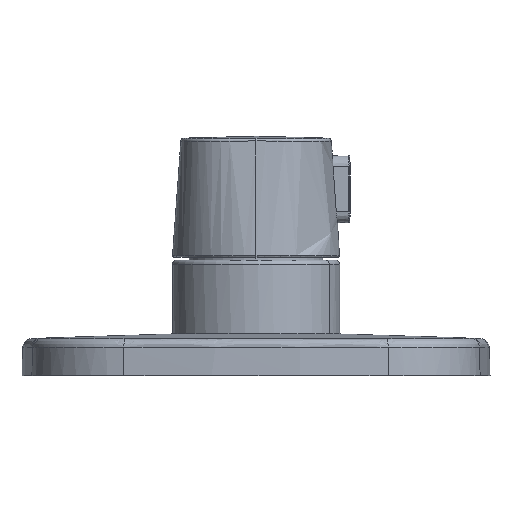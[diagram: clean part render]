
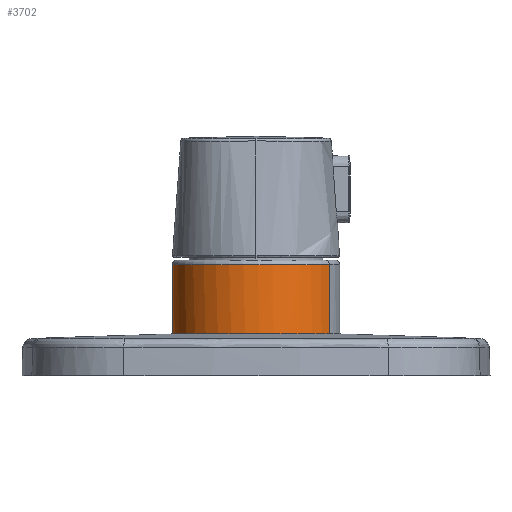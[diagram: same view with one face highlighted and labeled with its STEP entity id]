
A CAD part, left-side view. The second image highlights one B-rep face of the part: STEP entity #3702.
In plain terms, the highlighted cylindrical face has radius 27.55 mm (diameter 55.1 mm), a partial arc.
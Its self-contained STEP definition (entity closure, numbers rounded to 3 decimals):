
#49 = B_SPLINE_CURVE_WITH_KNOTS ( 'NONE', 3,
 ( #3298, #2169, #4932, #567, #948, #1708, #1870, #2540, #4456, #3346, #2245, #2154, #926, #1473, #614, #3720, #3035, #1817, #1007, #132, #2137, #3663, #249, #2553, #2985, #1776, #1380, #1750, #2565, #2884, #4893, #1348, #4159, #1335, #2634, #1654, #4475, #3699, #4053, #1316, #2854, #1453, #4216, #4876, #2465, #976, #192, #4942, #3747, #148, #1793, #3765, #501, #3253, #3645, #2068, #1393, #1281, #4858, #4569, #4974 ),
 .UNSPECIFIED., .F., .F.,
 ( 4, 2, 2, 2, 2, 2, 2, 2, 2, 2, 2, 1, 2, 2, 2, 2, 2, 2, 2, 2, 2, 2, 2, 2, 2, 2, 2, 2, 2, 2, 4 ),
 ( 0., 0.005, 0.008, 0.011, 0.016, 0.017, 0.019, 0.022, 0.027, 0.028, 0.03, 0.032, 0.035, 0.036, 0.038, 0.043, 0.046, 0.047, 0.048, 0.054, 0.055, 0.057, 0.059, 0.065, 0.067, 0.07, 0.073, 0.075, 0.081, 0.083, 0.086 ),
 .UNSPECIFIED. ) ;
#132 = CARTESIAN_POINT ( 'NONE',  ( -27.546, -0.646, 76.235 ) ) ;
#148 = CARTESIAN_POINT ( 'NONE',  ( -3.353, 27.36, 76.196 ) ) ;
#192 = CARTESIAN_POINT ( 'NONE',  ( -6.89, 26.69, 76.2 ) ) ;
#249 = CARTESIAN_POINT ( 'NONE',  ( -27.435, 2.953, 76.235 ) ) ;
#259 = LINE ( 'NONE', #4590, #4350 ) ;
#501 = CARTESIAN_POINT ( 'NONE',  ( 1.141, 27.541, 76.195 ) ) ;
#564 = VERTEX_POINT ( 'NONE', #1882 ) ;
#567 = CARTESIAN_POINT ( 'NONE',  ( -18.357, -20.563, 76.226 ) ) ;
#582 = FACE_OUTER_BOUND ( 'NONE', #2142, .T. ) ;
#614 = CARTESIAN_POINT ( 'NONE',  ( -26.184, -8.614, 76.236 ) ) ;
#851 = ORIENTED_EDGE ( 'NONE', *, *, #3423, .T. ) ;
#926 = CARTESIAN_POINT ( 'NONE',  ( -25.379, -10.73, 76.237 ) ) ;
#948 = CARTESIAN_POINT ( 'NONE',  ( -19.018, -19.953, 76.227 ) ) ;
#976 = CARTESIAN_POINT ( 'NONE',  ( -9.508, 25.921, 76.204 ) ) ;
#1007 = CARTESIAN_POINT ( 'NONE',  ( -27.51, -1.552, 76.235 ) ) ;
#1277 = CARTESIAN_POINT ( 'NONE',  ( 0., 0., 73.2 ) ) ;
#1281 = CARTESIAN_POINT ( 'NONE',  ( 9.933, 25.713, 76.206 ) ) ;
#1307 = CYLINDRICAL_SURFACE ( 'NONE', #5073, 27.55 ) ;
#1316 = CARTESIAN_POINT ( 'NONE',  ( -16.582, 22.006, 76.222 ) ) ;
#1335 = CARTESIAN_POINT ( 'NONE',  ( -22.249, 16.253, 76.233 ) ) ;
#1348 = CARTESIAN_POINT ( 'NONE',  ( -23.282, 14.758, 76.234 ) ) ;
#1380 = CARTESIAN_POINT ( 'NONE',  ( -26.55, 7.369, 76.235 ) ) ;
#1393 = CARTESIAN_POINT ( 'NONE',  ( 9.082, 26.025, 76.204 ) ) ;
#1453 = CARTESIAN_POINT ( 'NONE',  ( -15.473, 22.799, 76.219 ) ) ;
#1473 = CARTESIAN_POINT ( 'NONE',  ( -25.888, -9.467, 76.237 ) ) ;
#1654 = CARTESIAN_POINT ( 'NONE',  ( -21.422, 17.329, 76.232 ) ) ;
#1672 = DIRECTION ( 'NONE',  ( 0., 0., -1. ) ) ;
#1708 = CARTESIAN_POINT ( 'NONE',  ( -20.286, -18.663, 76.23 ) ) ;
#1750 = CARTESIAN_POINT ( 'NONE',  ( -26.425, 7.807, 76.235 ) ) ;
#1776 = CARTESIAN_POINT ( 'NONE',  ( -26.778, 6.491, 76.235 ) ) ;
#1793 = CARTESIAN_POINT ( 'NONE',  ( -1.565, 27.52, 76.195 ) ) ;
#1817 = CARTESIAN_POINT ( 'NONE',  ( -27.481, -2.007, 76.235 ) ) ;
#1870 = CARTESIAN_POINT ( 'NONE',  ( -20.893, -17.98, 76.231 ) ) ;
#1882 = CARTESIAN_POINT ( 'NONE',  ( 13.208, 24.177, 99. ) ) ;
#1988 = VECTOR ( 'NONE', #4971, 1000. ) ;
#2068 = CARTESIAN_POINT ( 'NONE',  ( 6.506, 26.831, 76.199 ) ) ;
#2073 = DIRECTION ( 'NONE',  ( -1., 0., 0. ) ) ;
#2137 = CARTESIAN_POINT ( 'NONE',  ( -27.553, -0.193, 76.235 ) ) ;
#2142 = EDGE_LOOP ( 'NONE', ( #851, #2903, #4390, #4276 ) ) ;
#2154 = CARTESIAN_POINT ( 'NONE',  ( -25.198, -11.148, 76.237 ) ) ;
#2158 = CIRCLE ( 'NONE', #3136, 27.55 ) ;
#2169 = CARTESIAN_POINT ( 'NONE',  ( -14.806, -23.305, 76.217 ) ) ;
#2178 = CARTESIAN_POINT ( 'NONE',  ( 13.208, 24.177, 73.2 ) ) ;
#2245 = CARTESIAN_POINT ( 'NONE',  ( -24.818, -11.97, 76.236 ) ) ;
#2465 = CARTESIAN_POINT ( 'NONE',  ( -11.174, 25.246, 76.208 ) ) ;
#2540 = CARTESIAN_POINT ( 'NONE',  ( -22.592, -15.87, 76.234 ) ) ;
#2553 = CARTESIAN_POINT ( 'NONE',  ( -27.156, 4.728, 76.235 ) ) ;
#2565 = CARTESIAN_POINT ( 'NONE',  ( -25.747, 9.97, 76.235 ) ) ;
#2634 = CARTESIAN_POINT ( 'NONE',  ( -21.703, 16.976, 76.232 ) ) ;
#2854 = CARTESIAN_POINT ( 'NONE',  ( -15.848, 22.54, 76.22 ) ) ;
#2884 = CARTESIAN_POINT ( 'NONE',  ( -25.043, 11.622, 76.235 ) ) ;
#2903 = ORIENTED_EDGE ( 'NONE', *, *, #4110, .T. ) ;
#2985 = CARTESIAN_POINT ( 'NONE',  ( -26.881, 6.051, 76.235 ) ) ;
#3035 = CARTESIAN_POINT ( 'NONE',  ( -27.278, -4.263, 76.236 ) ) ;
#3136 = AXIS2_PLACEMENT_3D ( 'NONE', #3996, #4417, #2073 ) ;
#3253 = CARTESIAN_POINT ( 'NONE',  ( 2.054, 27.488, 76.195 ) ) ;
#3298 = CARTESIAN_POINT ( 'NONE',  ( -13.208, -24.177, 76.213 ) ) ;
#3346 = CARTESIAN_POINT ( 'NONE',  ( -24.619, -12.374, 76.236 ) ) ;
#3423 = EDGE_CURVE ( 'NONE', #4457, #564, #2158, .T. ) ;
#3438 = LINE ( 'NONE', #2178, #1988 ) ;
#3508 = EDGE_CURVE ( 'NONE', #4761, #4142, #49, .T. ) ;
#3641 = DIRECTION ( 'NONE',  ( -0.479, -0.878, 0. ) ) ;
#3645 = CARTESIAN_POINT ( 'NONE',  ( 4.749, 27.198, 76.197 ) ) ;
#3663 = CARTESIAN_POINT ( 'NONE',  ( -27.54, 1.159, 76.235 ) ) ;
#3699 = CARTESIAN_POINT ( 'NONE',  ( -18.697, 20.314, 76.227 ) ) ;
#3702 = ADVANCED_FACE ( 'NONE', ( #582 ), #1307, .T. ) ;
#3720 = CARTESIAN_POINT ( 'NONE',  ( -26.943, -6.027, 76.236 ) ) ;
#3747 = CARTESIAN_POINT ( 'NONE',  ( -4.242, 27.236, 76.197 ) ) ;
#3765 = CARTESIAN_POINT ( 'NONE',  ( -0.666, 27.557, 76.195 ) ) ;
#3785 = DIRECTION ( 'NONE',  ( 0., 0., -1. ) ) ;
#3996 = CARTESIAN_POINT ( 'NONE',  ( 0., 0., 99. ) ) ;
#4053 = CARTESIAN_POINT ( 'NONE',  ( -16.941, 21.73, 76.223 ) ) ;
#4110 = EDGE_CURVE ( 'NONE', #564, #4142, #3438, .T. ) ;
#4142 = VERTEX_POINT ( 'NONE', #4631 ) ;
#4159 = CARTESIAN_POINT ( 'NONE',  ( -22.515, 15.883, 76.233 ) ) ;
#4216 = CARTESIAN_POINT ( 'NONE',  ( -14.337, 23.543, 76.216 ) ) ;
#4276 = ORIENTED_EDGE ( 'NONE', *, *, #5041, .F. ) ;
#4350 = VECTOR ( 'NONE', #3785, 1000. ) ;
#4390 = ORIENTED_EDGE ( 'NONE', *, *, #3508, .F. ) ;
#4417 = DIRECTION ( 'NONE',  ( 0., 0., -1. ) ) ;
#4456 = CARTESIAN_POINT ( 'NONE',  ( -23.575, -14.369, 76.236 ) ) ;
#4457 = VERTEX_POINT ( 'NONE', #4968 ) ;
#4475 = CARTESIAN_POINT ( 'NONE',  ( -19.978, 19.056, 76.23 ) ) ;
#4569 = CARTESIAN_POINT ( 'NONE',  ( 12.419, 24.608, 76.211 ) ) ;
#4590 = CARTESIAN_POINT ( 'NONE',  ( -13.208, -24.177, 73.2 ) ) ;
#4631 = CARTESIAN_POINT ( 'NONE',  ( 13.208, 24.177, 76.213 ) ) ;
#4761 = VERTEX_POINT ( 'NONE', #5092 ) ;
#4858 = CARTESIAN_POINT ( 'NONE',  ( 11.607, 25.002, 76.209 ) ) ;
#4876 = CARTESIAN_POINT ( 'NONE',  ( -13.561, 23.998, 76.214 ) ) ;
#4893 = CARTESIAN_POINT ( 'NONE',  ( -23.752, 13.988, 76.234 ) ) ;
#4932 = CARTESIAN_POINT ( 'NONE',  ( -16.291, -22.29, 76.221 ) ) ;
#4942 = CARTESIAN_POINT ( 'NONE',  ( -6.01, 26.902, 76.199 ) ) ;
#4968 = CARTESIAN_POINT ( 'NONE',  ( -13.208, -24.177, 99. ) ) ;
#4971 = DIRECTION ( 'NONE',  ( 0., 0., -1. ) ) ;
#4974 = CARTESIAN_POINT ( 'NONE',  ( 13.208, 24.177, 76.213 ) ) ;
#5041 = EDGE_CURVE ( 'NONE', #4457, #4761, #259, .T. ) ;
#5073 = AXIS2_PLACEMENT_3D ( 'NONE', #1277, #1672, #3641 ) ;
#5092 = CARTESIAN_POINT ( 'NONE',  ( -13.208, -24.177, 76.213 ) ) ;
